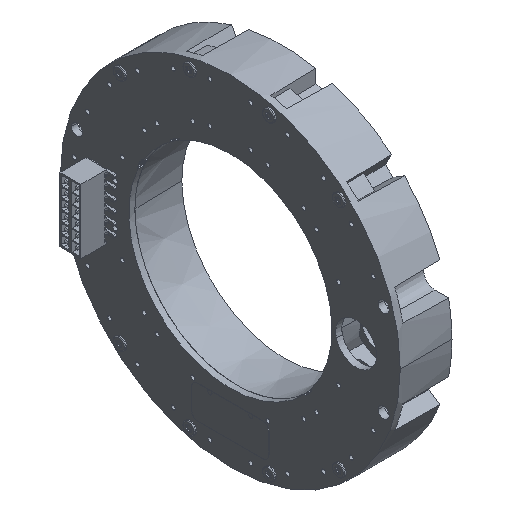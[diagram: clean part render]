
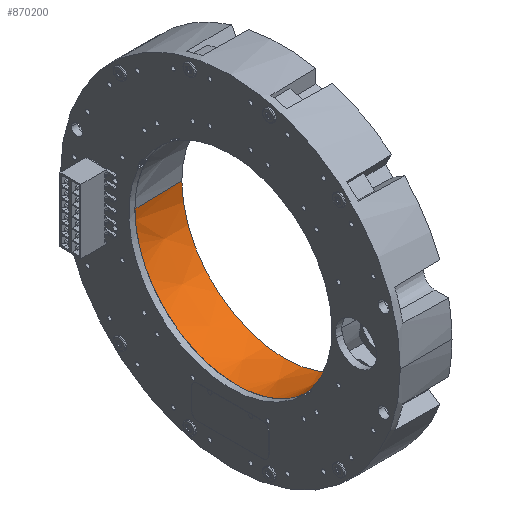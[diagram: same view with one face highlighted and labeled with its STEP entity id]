
A CAD part, isometric view. The second image highlights one B-rep face of the part: STEP entity #870200.
In plain terms, the highlighted conical face has half-angle 1 degrees and reference radius 24.85 mm.
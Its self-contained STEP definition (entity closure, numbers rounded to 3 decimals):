
#326090=CARTESIAN_POINT('',(43.177,10.285,
-60.378));
#326100=DIRECTION('',(0.,0.,1.));
#326110=DIRECTION('',(-0.701,0.713,
0.));
#326120=AXIS2_PLACEMENT_3D('',#326090,#326100,#326110);
#326130=CIRCLE('',#326120,25.054);
#326160=CARTESIAN_POINT('',(43.177,-14.769,
-60.378));
#326170=VERTEX_POINT('',#326160);
#326200=CARTESIAN_POINT('',(43.177,35.338,
-60.378));
#326210=VERTEX_POINT('',#326200);
#326220=EDGE_CURVE('',#326170,#326210,#326130,.T.);
#334250=CARTESIAN_POINT('',(43.177,35.135,
-72.048));
#334260=DIRECTION('',(0.,0.017,1.));
#334270=VECTOR('',#334260,1423.872);
#334280=LINE('',#334250,#334270);
#334290=CARTESIAN_POINT('',(43.177,35.135,
-72.048));
#334300=VERTEX_POINT('',#334290);
#334310=EDGE_CURVE('',#334300,#326210,#334280,.T.);
#334330=CARTESIAN_POINT('',(43.177,10.285,
-72.048));
#334340=DIRECTION('',(0.,0.,1.));
#334350=DIRECTION('',(-0.701,0.713,
0.));
#334360=AXIS2_PLACEMENT_3D('',#334330,#334340,#334350);
#334370=CIRCLE('',#334360,24.85);
#334380=CARTESIAN_POINT('',(43.177,-14.565,
-72.048));
#334390=VERTEX_POINT('',#334380);
#334420=CARTESIAN_POINT('',(43.177,-14.565,
-72.048));
#334430=DIRECTION('',(0.,-0.017,1.));
#334440=VECTOR('',#334430,1423.872);
#334450=LINE('',#334420,#334440);
#334460=EDGE_CURVE('',#334390,#326170,#334450,.T.);
#348830=EDGE_CURVE('',#334390,#334300,#334370,.T.);
#870090=CARTESIAN_POINT('',(43.177,10.285,
-72.048));
#870100=DIRECTION('',(0.,0.,1.));
#870110=DIRECTION('',(0.,1.,0.));
#870120=AXIS2_PLACEMENT_3D('',#870090,#870100,#870110);
#870130=CONICAL_SURFACE('',#870120,24.85,0.017);
#870140=ORIENTED_EDGE('',*,*,#334310,.F.);
#870150=ORIENTED_EDGE('',*,*,#326220,.T.);
#870160=ORIENTED_EDGE('',*,*,#334460,.T.);
#870170=ORIENTED_EDGE('',*,*,#348830,.F.);
#870180=EDGE_LOOP('',(#870170,#870160,#870150,#870140));
#870190=FACE_OUTER_BOUND('',#870180,.T.);
#870200=ADVANCED_FACE('',(#870190),#870130,.F.);
